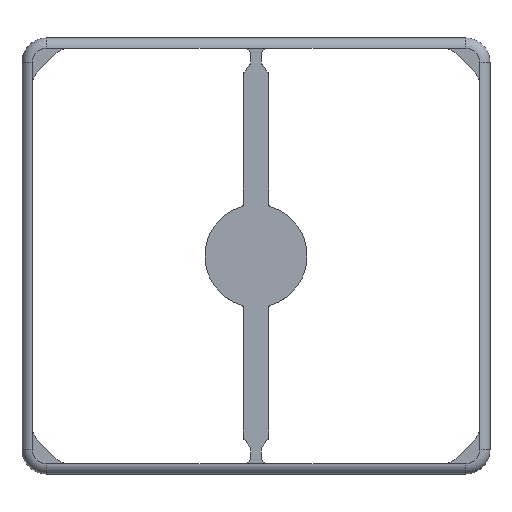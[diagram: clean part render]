
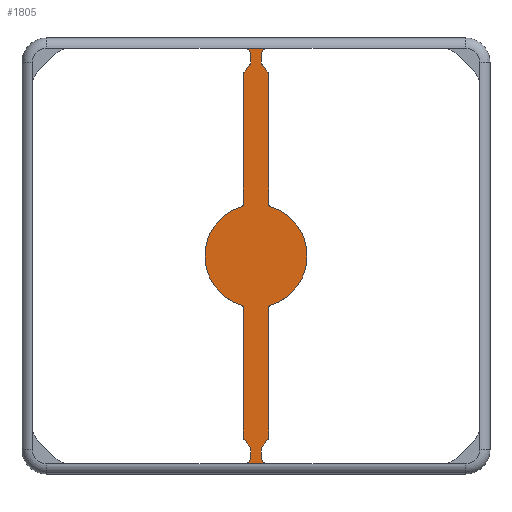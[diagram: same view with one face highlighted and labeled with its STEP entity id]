
A CAD part, top view. The second image highlights one B-rep face of the part: STEP entity #1805.
In plain terms, the highlighted face is planar.
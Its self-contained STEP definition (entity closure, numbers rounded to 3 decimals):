
#34=PLANE('',#1932);
#93=LINE('',#2763,#261);
#96=LINE('',#2771,#264);
#97=LINE('',#2776,#265);
#98=LINE('',#2780,#266);
#99=LINE('',#2784,#267);
#100=LINE('',#2792,#268);
#101=LINE('',#2796,#269);
#102=LINE('',#2800,#270);
#103=LINE('',#2805,#271);
#104=LINE('',#2809,#272);
#105=LINE('',#2813,#273);
#106=LINE('',#2821,#274);
#107=LINE('',#2825,#275);
#108=LINE('',#2826,#276);
#261=VECTOR('',#2167,1000.);
#264=VECTOR('',#2174,1000.);
#265=VECTOR('',#2177,1000.);
#266=VECTOR('',#2180,1000.);
#267=VECTOR('',#2183,1000.);
#268=VECTOR('',#2190,1000.);
#269=VECTOR('',#2193,1000.);
#270=VECTOR('',#2196,1000.);
#271=VECTOR('',#2201,1000.);
#272=VECTOR('',#2204,1000.);
#273=VECTOR('',#2207,1000.);
#274=VECTOR('',#2214,1000.);
#275=VECTOR('',#2217,1000.);
#276=VECTOR('',#2218,1000.);
#441=ORIENTED_EDGE('',*,*,#984,.T.);
#442=ORIENTED_EDGE('',*,*,#985,.F.);
#443=ORIENTED_EDGE('',*,*,#986,.F.);
#444=ORIENTED_EDGE('',*,*,#987,.F.);
#445=ORIENTED_EDGE('',*,*,#988,.F.);
#446=ORIENTED_EDGE('',*,*,#989,.F.);
#447=ORIENTED_EDGE('',*,*,#990,.F.);
#448=ORIENTED_EDGE('',*,*,#991,.F.);
#449=ORIENTED_EDGE('',*,*,#992,.F.);
#450=ORIENTED_EDGE('',*,*,#993,.F.);
#451=ORIENTED_EDGE('',*,*,#994,.F.);
#452=ORIENTED_EDGE('',*,*,#995,.F.);
#453=ORIENTED_EDGE('',*,*,#996,.F.);
#454=ORIENTED_EDGE('',*,*,#997,.F.);
#455=ORIENTED_EDGE('',*,*,#998,.F.);
#456=ORIENTED_EDGE('',*,*,#999,.F.);
#457=ORIENTED_EDGE('',*,*,#980,.T.);
#458=ORIENTED_EDGE('',*,*,#1000,.F.);
#459=ORIENTED_EDGE('',*,*,#1001,.F.);
#460=ORIENTED_EDGE('',*,*,#1002,.F.);
#461=ORIENTED_EDGE('',*,*,#1003,.F.);
#462=ORIENTED_EDGE('',*,*,#1004,.F.);
#463=ORIENTED_EDGE('',*,*,#1005,.F.);
#464=ORIENTED_EDGE('',*,*,#1006,.F.);
#465=ORIENTED_EDGE('',*,*,#1007,.F.);
#466=ORIENTED_EDGE('',*,*,#1008,.F.);
#467=ORIENTED_EDGE('',*,*,#1009,.F.);
#468=ORIENTED_EDGE('',*,*,#1010,.F.);
#469=ORIENTED_EDGE('',*,*,#1011,.F.);
#470=ORIENTED_EDGE('',*,*,#962,.F.);
#471=ORIENTED_EDGE('',*,*,#1012,.F.);
#472=ORIENTED_EDGE('',*,*,#1013,.F.);
#962=EDGE_CURVE('',#1234,#1235,#1405,.T.);
#980=EDGE_CURVE('',#1253,#1252,#93,.T.);
#984=EDGE_CURVE('',#1256,#1257,#96,.T.);
#985=EDGE_CURVE('',#1258,#1257,#1412,.T.);
#986=EDGE_CURVE('',#1259,#1258,#97,.T.);
#987=EDGE_CURVE('',#1260,#1259,#1413,.T.);
#988=EDGE_CURVE('',#1261,#1260,#98,.T.);
#989=EDGE_CURVE('',#1262,#1261,#1414,.T.);
#990=EDGE_CURVE('',#1263,#1262,#99,.T.);
#991=EDGE_CURVE('',#1264,#1263,#1415,.T.);
#992=EDGE_CURVE('',#1265,#1264,#1416,.T.);
#993=EDGE_CURVE('',#1266,#1265,#1417,.T.);
#994=EDGE_CURVE('',#1267,#1266,#100,.T.);
#995=EDGE_CURVE('',#1268,#1267,#1418,.T.);
#996=EDGE_CURVE('',#1269,#1268,#101,.T.);
#997=EDGE_CURVE('',#1270,#1269,#1419,.T.);
#998=EDGE_CURVE('',#1271,#1270,#102,.T.);
#999=EDGE_CURVE('',#1253,#1271,#1420,.T.);
#1000=EDGE_CURVE('',#1272,#1252,#1421,.T.);
#1001=EDGE_CURVE('',#1273,#1272,#103,.T.);
#1002=EDGE_CURVE('',#1274,#1273,#1422,.T.);
#1003=EDGE_CURVE('',#1275,#1274,#104,.T.);
#1004=EDGE_CURVE('',#1276,#1275,#1423,.T.);
#1005=EDGE_CURVE('',#1277,#1276,#105,.T.);
#1006=EDGE_CURVE('',#1278,#1277,#1424,.T.);
#1007=EDGE_CURVE('',#1279,#1278,#1425,.T.);
#1008=EDGE_CURVE('',#1280,#1279,#1426,.T.);
#1009=EDGE_CURVE('',#1281,#1280,#106,.T.);
#1010=EDGE_CURVE('',#1282,#1281,#1427,.T.);
#1011=EDGE_CURVE('',#1235,#1282,#107,.T.);
#1012=EDGE_CURVE('',#1283,#1234,#108,.T.);
#1013=EDGE_CURVE('',#1256,#1283,#1428,.T.);
#1234=VERTEX_POINT('',#2722);
#1235=VERTEX_POINT('',#2724);
#1252=VERTEX_POINT('',#2762);
#1253=VERTEX_POINT('',#2764);
#1256=VERTEX_POINT('',#2772);
#1257=VERTEX_POINT('',#2773);
#1258=VERTEX_POINT('',#2775);
#1259=VERTEX_POINT('',#2777);
#1260=VERTEX_POINT('',#2779);
#1261=VERTEX_POINT('',#2781);
#1262=VERTEX_POINT('',#2783);
#1263=VERTEX_POINT('',#2785);
#1264=VERTEX_POINT('',#2787);
#1265=VERTEX_POINT('',#2789);
#1266=VERTEX_POINT('',#2791);
#1267=VERTEX_POINT('',#2793);
#1268=VERTEX_POINT('',#2795);
#1269=VERTEX_POINT('',#2797);
#1270=VERTEX_POINT('',#2799);
#1271=VERTEX_POINT('',#2801);
#1272=VERTEX_POINT('',#2804);
#1273=VERTEX_POINT('',#2806);
#1274=VERTEX_POINT('',#2808);
#1275=VERTEX_POINT('',#2810);
#1276=VERTEX_POINT('',#2812);
#1277=VERTEX_POINT('',#2814);
#1278=VERTEX_POINT('',#2816);
#1279=VERTEX_POINT('',#2818);
#1280=VERTEX_POINT('',#2820);
#1281=VERTEX_POINT('',#2822);
#1282=VERTEX_POINT('',#2824);
#1283=VERTEX_POINT('',#2827);
#1405=CIRCLE('',#1921,0.5);
#1412=CIRCLE('',#1933,0.5);
#1413=CIRCLE('',#1934,0.5);
#1414=CIRCLE('',#1935,0.5);
#1415=CIRCLE('',#1936,0.25);
#1416=CIRCLE('',#1937,4.);
#1417=CIRCLE('',#1938,0.25);
#1418=CIRCLE('',#1939,0.5);
#1419=CIRCLE('',#1940,0.5);
#1420=CIRCLE('',#1941,0.5);
#1421=CIRCLE('',#1942,0.5);
#1422=CIRCLE('',#1943,0.5);
#1423=CIRCLE('',#1944,0.5);
#1424=CIRCLE('',#1945,0.25);
#1425=CIRCLE('',#1946,4.);
#1426=CIRCLE('',#1947,0.25);
#1427=CIRCLE('',#1948,0.5);
#1428=CIRCLE('',#1949,0.5);
#1517=EDGE_LOOP('',(#441,#442,#443,#444,#445,#446,#447,#448,#449,#450,#451,
#452,#453,#454,#455,#456,#457,#458,#459,#460,#461,#462,#463,#464,#465,#466,
#467,#468,#469,#470,#471,#472));
#1639=FACE_BOUND('',#1517,.T.);
#1805=ADVANCED_FACE('',(#1639),#34,.F.);
#1921=AXIS2_PLACEMENT_3D('',#2723,#2135,#2136);
#1932=AXIS2_PLACEMENT_3D('',#2770,#2172,#2173);
#1933=AXIS2_PLACEMENT_3D('',#2774,#2175,#2176);
#1934=AXIS2_PLACEMENT_3D('',#2778,#2178,#2179);
#1935=AXIS2_PLACEMENT_3D('',#2782,#2181,#2182);
#1936=AXIS2_PLACEMENT_3D('',#2786,#2184,#2185);
#1937=AXIS2_PLACEMENT_3D('',#2788,#2186,#2187);
#1938=AXIS2_PLACEMENT_3D('',#2790,#2188,#2189);
#1939=AXIS2_PLACEMENT_3D('',#2794,#2191,#2192);
#1940=AXIS2_PLACEMENT_3D('',#2798,#2194,#2195);
#1941=AXIS2_PLACEMENT_3D('',#2802,#2197,#2198);
#1942=AXIS2_PLACEMENT_3D('',#2803,#2199,#2200);
#1943=AXIS2_PLACEMENT_3D('',#2807,#2202,#2203);
#1944=AXIS2_PLACEMENT_3D('',#2811,#2205,#2206);
#1945=AXIS2_PLACEMENT_3D('',#2815,#2208,#2209);
#1946=AXIS2_PLACEMENT_3D('',#2817,#2210,#2211);
#1947=AXIS2_PLACEMENT_3D('',#2819,#2212,#2213);
#1948=AXIS2_PLACEMENT_3D('',#2823,#2215,#2216);
#1949=AXIS2_PLACEMENT_3D('',#2828,#2219,#2220);
#2135=DIRECTION('',(0.,1.,0.));
#2136=DIRECTION('',(0.,0.,1.));
#2167=DIRECTION('',(0.,0.,-1.));
#2172=DIRECTION('',(0.,-1.,0.));
#2173=DIRECTION('',(0.,0.,-1.));
#2174=DIRECTION('',(0.,0.,1.));
#2175=DIRECTION('',(0.,1.,0.));
#2176=DIRECTION('',(0.,0.,1.));
#2177=DIRECTION('',(-1.,0.,0.));
#2178=DIRECTION('',(0.,1.,0.));
#2179=DIRECTION('',(0.,0.,1.));
#2180=DIRECTION('',(-0.793,0.,-0.609));
#2181=DIRECTION('',(0.,-1.,0.));
#2182=DIRECTION('',(0.,0.,1.));
#2183=DIRECTION('',(-1.,0.,0.));
#2184=DIRECTION('',(0.,1.,0.));
#2185=DIRECTION('',(0.,0.,1.));
#2186=DIRECTION('',(0.,-1.,0.));
#2187=DIRECTION('',(0.,0.,1.));
#2188=DIRECTION('',(0.,1.,0.));
#2189=DIRECTION('',(0.,0.,1.));
#2190=DIRECTION('',(-1.,0.,0.));
#2191=DIRECTION('',(0.,-1.,0.));
#2192=DIRECTION('',(0.,0.,1.));
#2193=DIRECTION('',(-0.793,0.,0.609));
#2194=DIRECTION('',(0.,1.,0.));
#2195=DIRECTION('',(0.,0.,1.));
#2196=DIRECTION('',(-1.,0.,0.));
#2197=DIRECTION('',(0.,1.,0.));
#2198=DIRECTION('',(0.,0.,1.));
#2199=DIRECTION('',(0.,1.,0.));
#2200=DIRECTION('',(0.,0.,1.));
#2201=DIRECTION('',(1.,0.,0.));
#2202=DIRECTION('',(0.,1.,0.));
#2203=DIRECTION('',(0.,0.,1.));
#2204=DIRECTION('',(0.793,0.,0.609));
#2205=DIRECTION('',(0.,-1.,0.));
#2206=DIRECTION('',(0.,0.,1.));
#2207=DIRECTION('',(1.,0.,0.));
#2208=DIRECTION('',(0.,1.,0.));
#2209=DIRECTION('',(0.,0.,1.));
#2210=DIRECTION('',(0.,-1.,0.));
#2211=DIRECTION('',(0.,0.,1.));
#2212=DIRECTION('',(0.,1.,0.));
#2213=DIRECTION('',(0.,0.,1.));
#2214=DIRECTION('',(1.,0.,0.));
#2215=DIRECTION('',(0.,-1.,0.));
#2216=DIRECTION('',(0.,0.,1.));
#2217=DIRECTION('',(0.793,0.,-0.609));
#2218=DIRECTION('',(1.,0.,0.));
#2219=DIRECTION('',(0.,1.,0.));
#2220=DIRECTION('',(0.,0.,1.));
#2722=CARTESIAN_POINT('',(-15.17,0.,-0.425));
#2723=CARTESIAN_POINT('',(-15.17,0.,-0.925));
#2724=CARTESIAN_POINT('',(-14.865,0.,-0.528));
#2762=CARTESIAN_POINT('',(16.25,0.,-0.925));
#2763=CARTESIAN_POINT('',(16.25,0.,16.4));
#2764=CARTESIAN_POINT('',(16.25,0.,0.925));
#2770=CARTESIAN_POINT('',(15.15,0.,16.4));
#2771=CARTESIAN_POINT('',(-16.25,0.,-16.4));
#2772=CARTESIAN_POINT('',(-16.25,0.,-0.925));
#2773=CARTESIAN_POINT('',(-16.25,0.,0.925));
#2774=CARTESIAN_POINT('',(-15.75,0.,0.925));
#2775=CARTESIAN_POINT('',(-15.75,0.,0.425));
#2776=CARTESIAN_POINT('',(-15.17,0.,0.425));
#2777=CARTESIAN_POINT('',(-15.17,0.,0.425));
#2778=CARTESIAN_POINT('',(-15.17,0.,0.925));
#2779=CARTESIAN_POINT('',(-14.865,0.,0.528));
#2780=CARTESIAN_POINT('',(-14.385,0.,0.897));
#2781=CARTESIAN_POINT('',(-14.385,0.,0.897));
#2782=CARTESIAN_POINT('',(-14.081,0.,0.5));
#2783=CARTESIAN_POINT('',(-14.081,0.,1.));
#2784=CARTESIAN_POINT('',(-4.062,0.,1.));
#2785=CARTESIAN_POINT('',(-4.062,0.,1.));
#2786=CARTESIAN_POINT('',(-4.062,0.,1.25));
#2787=CARTESIAN_POINT('',(-3.823,0.,1.176));
#2788=CARTESIAN_POINT('',(0.,0.,0.));
#2789=CARTESIAN_POINT('',(3.823,0.,1.176));
#2790=CARTESIAN_POINT('',(4.062,0.,1.25));
#2791=CARTESIAN_POINT('',(4.062,0.,1.));
#2792=CARTESIAN_POINT('',(4.062,0.,1.));
#2793=CARTESIAN_POINT('',(14.081,0.,1.));
#2794=CARTESIAN_POINT('',(14.081,0.,0.5));
#2795=CARTESIAN_POINT('',(14.385,0.,0.897));
#2796=CARTESIAN_POINT('',(14.385,0.,0.897));
#2797=CARTESIAN_POINT('',(14.865,0.,0.528));
#2798=CARTESIAN_POINT('',(15.17,0.,0.925));
#2799=CARTESIAN_POINT('',(15.17,0.,0.425));
#2800=CARTESIAN_POINT('',(15.17,0.,0.425));
#2801=CARTESIAN_POINT('',(15.75,0.,0.425));
#2802=CARTESIAN_POINT('',(15.75,0.,0.925));
#2803=CARTESIAN_POINT('',(15.75,0.,-0.925));
#2804=CARTESIAN_POINT('',(15.75,0.,-0.425));
#2805=CARTESIAN_POINT('',(15.17,0.,-0.425));
#2806=CARTESIAN_POINT('',(15.17,0.,-0.425));
#2807=CARTESIAN_POINT('',(15.17,0.,-0.925));
#2808=CARTESIAN_POINT('',(14.865,0.,-0.528));
#2809=CARTESIAN_POINT('',(14.385,0.,-0.897));
#2810=CARTESIAN_POINT('',(14.385,0.,-0.897));
#2811=CARTESIAN_POINT('',(14.081,0.,-0.5));
#2812=CARTESIAN_POINT('',(14.081,0.,-1.));
#2813=CARTESIAN_POINT('',(4.062,0.,-1.));
#2814=CARTESIAN_POINT('',(4.062,0.,-1.));
#2815=CARTESIAN_POINT('',(4.062,0.,-1.25));
#2816=CARTESIAN_POINT('',(3.823,0.,-1.176));
#2817=CARTESIAN_POINT('',(0.,0.,0.));
#2818=CARTESIAN_POINT('',(-3.823,0.,-1.176));
#2819=CARTESIAN_POINT('',(-4.062,0.,-1.25));
#2820=CARTESIAN_POINT('',(-4.062,0.,-1.));
#2821=CARTESIAN_POINT('',(-4.062,0.,-1.));
#2822=CARTESIAN_POINT('',(-14.081,0.,-1.));
#2823=CARTESIAN_POINT('',(-14.081,0.,-0.5));
#2824=CARTESIAN_POINT('',(-14.385,0.,-0.897));
#2825=CARTESIAN_POINT('',(-14.385,0.,-0.897));
#2826=CARTESIAN_POINT('',(-15.17,0.,-0.425));
#2827=CARTESIAN_POINT('',(-15.75,0.,-0.425));
#2828=CARTESIAN_POINT('',(-15.75,0.,-0.925));
